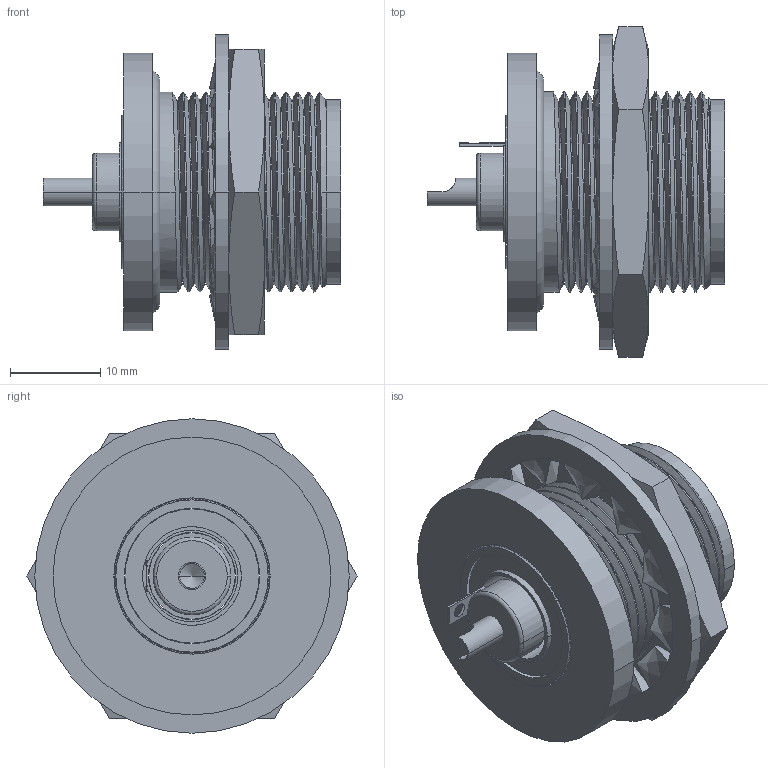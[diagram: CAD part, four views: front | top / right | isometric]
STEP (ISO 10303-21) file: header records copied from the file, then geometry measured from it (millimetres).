
FILE_DESCRIPTION((''),'2;1');
FILE_NAME('000-34475-1003','2014-02-26T',('Mohan'),(''),'PRO/ENGINEER BY PARAMETRIC TECHNOLOGY CORPORATION, 2010100','PRO/ENGINEER BY PARAMETRIC TECHNOLOGY CORPORATION, 2010100','');
FILE_SCHEMA(('CONFIG_CONTROL_DESIGN'));
Length unit declared in the file: millimetre
Products named in the file (1): 000-34475-1003
Bounding box: 33.08 x 36.66 x 34.92 mm (x, y, z)
Surface area: 8765.3 mm2 (no closed solid volume)
Topology: 0 solids, 15 shells, 184 faces, 778 edges, 589 vertices
Faces by surface type: cylinder 65, bspline 47, plane 36, cone 30, torus 6
Entity records: 13940 total; most frequent: CARTESIAN_POINT 8184, ORIENTED_EDGE 1188, DIRECTION 983, EDGE_CURVE 774, VERTEX_POINT 589, AXIS2_PLACEMENT_3D 359, B_SPLINE_CURVE_WITH_KNOTS 287, VECTOR 265
